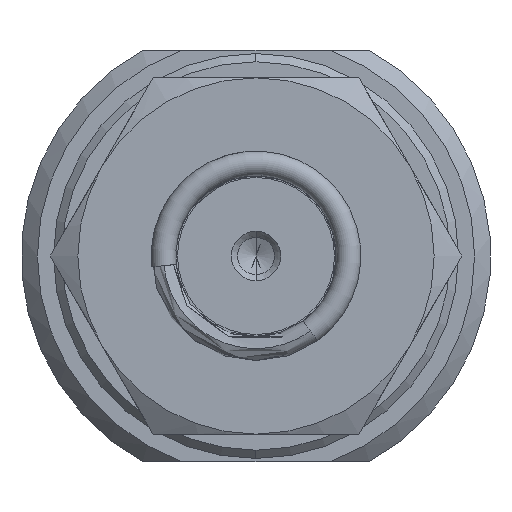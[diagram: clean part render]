
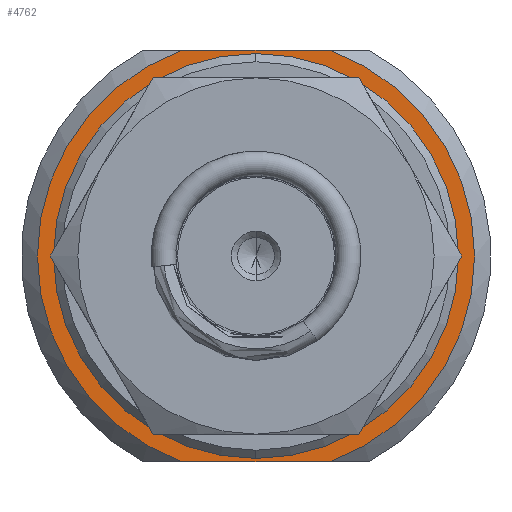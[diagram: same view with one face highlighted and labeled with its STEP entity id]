
A CAD part, left-side view. The second image highlights one B-rep face of the part: STEP entity #4762.
In plain terms, the highlighted planar face has unit normal (-1, 0, 0).
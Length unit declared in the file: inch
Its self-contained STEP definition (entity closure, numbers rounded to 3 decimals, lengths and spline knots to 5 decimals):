
#467 = DIRECTION ( 'NONE',  ( 1., 0., 0. ) ) ;
#540 = DIRECTION ( 'NONE',  ( 0., 1., 0. ) ) ;
#625 = EDGE_CURVE ( 'NONE', #2396, #757, #6393, .T. ) ;
#757 = VERTEX_POINT ( 'NONE', #6209 ) ;
#838 = EDGE_CURVE ( 'NONE', #4675, #4836, #7776, .T. ) ;
#881 = ORIENTED_EDGE ( 'NONE', *, *, #625, .F. ) ;
#1111 = FACE_OUTER_BOUND ( 'NONE', #6772, .T. ) ;
#1137 = CARTESIAN_POINT ( 'NONE',  ( -0.64276, -0.28543, -0.25 ) ) ;
#1440 = CARTESIAN_POINT ( 'NONE',  ( -0.64276, 0., 0.24606 ) ) ;
#1455 = LINE ( 'NONE', #4722, #9186 ) ;
#1614 = DIRECTION ( 'NONE',  ( 1., 0., 0. ) ) ;
#2157 = EDGE_LOOP ( 'NONE', ( #8172, #6229 ) ) ;
#2224 = CARTESIAN_POINT ( 'NONE',  ( -0.64276, -0.09012, -0.25 ) ) ;
#2396 = VERTEX_POINT ( 'NONE', #10136 ) ;
#2958 = CIRCLE ( 'NONE', #5881, 0.24606 ) ;
#3097 = DIRECTION ( 'NONE',  ( 1., 0., 0. ) ) ;
#3410 = VERTEX_POINT ( 'NONE', #1440 ) ;
#3576 = EDGE_CURVE ( 'NONE', #3410, #10376, #7417, .T. ) ;
#3729 = DIRECTION ( 'NONE',  ( 0., 0., -1. ) ) ;
#3874 = ORIENTED_EDGE ( 'NONE', *, *, #8773, .T. ) ;
#4010 = CARTESIAN_POINT ( 'NONE',  ( -0.64276, 0., 0. ) ) ;
#4675 = VERTEX_POINT ( 'NONE', #8684 ) ;
#4722 = CARTESIAN_POINT ( 'NONE',  ( -0.64276, -0.28543, 0.25 ) ) ;
#4762 = ADVANCED_FACE ( 'NONE', ( #1111, #7830 ), #8527, .F. ) ;
#4836 = VERTEX_POINT ( 'NONE', #2224 ) ;
#5345 = DIRECTION ( 'NONE',  ( 0., 0., -1. ) ) ;
#5415 = DIRECTION ( 'NONE',  ( 0., 1., 0. ) ) ;
#5576 = DIRECTION ( 'NONE',  ( 0., 0., -1. ) ) ;
#5620 = EDGE_CURVE ( 'NONE', #10376, #3410, #2958, .T. ) ;
#5881 = AXIS2_PLACEMENT_3D ( 'NONE', #6500, #1614, #5576 ) ;
#6100 = CARTESIAN_POINT ( 'NONE',  ( -0.64276, 0.26575, 0. ) ) ;
#6209 = CARTESIAN_POINT ( 'NONE',  ( -0.64276, 0.09012, 0.25 ) ) ;
#6229 = ORIENTED_EDGE ( 'NONE', *, *, #3576, .T. ) ;
#6393 = CIRCLE ( 'NONE', #8458, 0.26575 ) ;
#6430 = CARTESIAN_POINT ( 'NONE',  ( -0.64276, 0., 0. ) ) ;
#6500 = CARTESIAN_POINT ( 'NONE',  ( -0.64276, 0., 0. ) ) ;
#6772 = EDGE_LOOP ( 'NONE', ( #881, #10093, #10621, #3874 ) ) ;
#7061 = AXIS2_PLACEMENT_3D ( 'NONE', #4010, #3097, #7237 ) ;
#7237 = DIRECTION ( 'NONE',  ( 0., 0., -1. ) ) ;
#7417 = CIRCLE ( 'NONE', #7061, 0.24606 ) ;
#7776 = CIRCLE ( 'NONE', #9152, 0.26575 ) ;
#7830 = FACE_BOUND ( 'NONE', #2157, .T. ) ;
#7853 = LINE ( 'NONE', #1137, #10402 ) ;
#8172 = ORIENTED_EDGE ( 'NONE', *, *, #5620, .T. ) ;
#8458 = AXIS2_PLACEMENT_3D ( 'NONE', #9564, #8536, #5345 ) ;
#8527 = PLANE ( 'NONE',  #8622 ) ;
#8536 = DIRECTION ( 'NONE',  ( 1., 0., 0. ) ) ;
#8564 = EDGE_CURVE ( 'NONE', #4836, #2396, #7853, .T. ) ;
#8622 = AXIS2_PLACEMENT_3D ( 'NONE', #6100, #467, #3729 ) ;
#8684 = CARTESIAN_POINT ( 'NONE',  ( -0.64276, -0.09012, 0.25 ) ) ;
#8773 = EDGE_CURVE ( 'NONE', #4675, #757, #1455, .T. ) ;
#9152 = AXIS2_PLACEMENT_3D ( 'NONE', #6430, #9732, #10609 ) ;
#9186 = VECTOR ( 'NONE', #540, 39.37008 ) ;
#9340 = CARTESIAN_POINT ( 'NONE',  ( -0.64276, 0., -0.24606 ) ) ;
#9564 = CARTESIAN_POINT ( 'NONE',  ( -0.64276, 0., 0. ) ) ;
#9732 = DIRECTION ( 'NONE',  ( 1., 0., 0. ) ) ;
#10093 = ORIENTED_EDGE ( 'NONE', *, *, #8564, .F. ) ;
#10136 = CARTESIAN_POINT ( 'NONE',  ( -0.64276, 0.09012, -0.25 ) ) ;
#10376 = VERTEX_POINT ( 'NONE', #9340 ) ;
#10402 = VECTOR ( 'NONE', #5415, 39.37008 ) ;
#10609 = DIRECTION ( 'NONE',  ( 0., 0., -1. ) ) ;
#10621 = ORIENTED_EDGE ( 'NONE', *, *, #838, .F. ) ;
